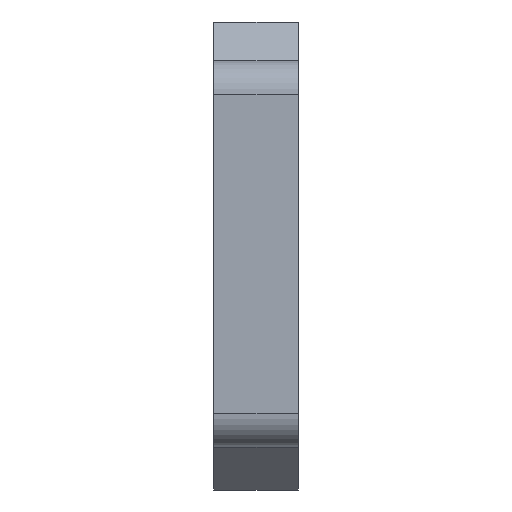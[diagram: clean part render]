
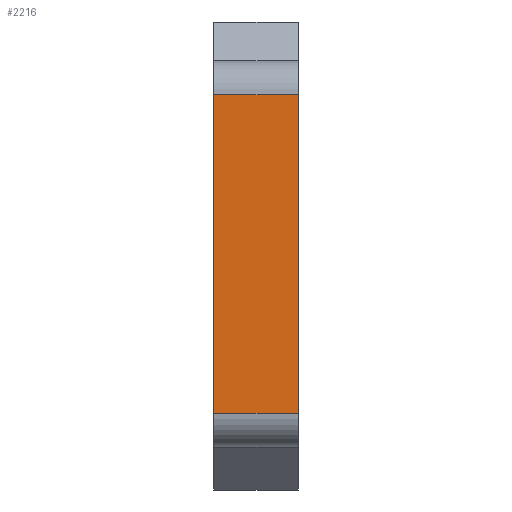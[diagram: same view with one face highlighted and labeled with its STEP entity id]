
A CAD part, left-side view. The second image highlights one B-rep face of the part: STEP entity #2216.
In plain terms, the highlighted planar face has unit normal (-1, 0, 0).
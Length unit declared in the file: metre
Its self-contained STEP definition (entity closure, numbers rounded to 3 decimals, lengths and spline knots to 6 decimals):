
#207=PLANE('',#2435);
#597=ORIENTED_EDGE('',*,*,#942,.T.);
#598=ORIENTED_EDGE('',*,*,#1145,.F.);
#599=ORIENTED_EDGE('',*,*,#910,.F.);
#600=ORIENTED_EDGE('',*,*,#1146,.T.);
#910=EDGE_CURVE('',#1226,#1227,#1433,.T.);
#942=EDGE_CURVE('',#1255,#1254,#1450,.T.);
#1145=EDGE_CURVE('',#1227,#1254,#1576,.T.);
#1146=EDGE_CURVE('',#1226,#1255,#1577,.T.);
#1226=VERTEX_POINT('',#3204);
#1227=VERTEX_POINT('',#3206);
#1254=VERTEX_POINT('',#3407);
#1255=VERTEX_POINT('',#3409);
#1433=LINE('',#3205,#1631);
#1450=LINE('',#3408,#1648);
#1576=LINE('',#3827,#1774);
#1577=LINE('',#3829,#1775);
#1631=VECTOR('',#2520,1.);
#1648=VECTOR('',#2563,1.);
#1774=VECTOR('',#2991,1.);
#1775=VECTOR('',#2994,1.);
#1913=EDGE_LOOP('',(#597,#598,#599,#600));
#2075=FACE_BOUND('',#1913,.T.);
#2216=ADVANCED_FACE('',(#2075),#207,.F.);
#2435=AXIS2_PLACEMENT_3D('',#3828,#2992,#2993);
#2520=DIRECTION('',(0.,0.,1.));
#2563=DIRECTION('',(0.,0.,1.));
#2991=DIRECTION('',(0.,-1.,0.));
#2992=DIRECTION('',(1.,0.,0.));
#2993=DIRECTION('',(0.,0.,1.));
#2994=DIRECTION('',(0.,-1.,0.));
#3204=CARTESIAN_POINT('',(0.0123,0.,0.01146));
#3205=CARTESIAN_POINT('',(0.0123,0.,0.05912));
#3206=CARTESIAN_POINT('',(0.0123,0.,0.05912));
#3407=CARTESIAN_POINT('',(0.0123,-0.0127,0.05912));
#3408=CARTESIAN_POINT('',(0.0123,-0.0127,0.05912));
#3409=CARTESIAN_POINT('',(0.0123,-0.0127,0.01146));
#3827=CARTESIAN_POINT('',(0.0123,0.,0.05912));
#3828=CARTESIAN_POINT('',(0.0123,0.,0.05912));
#3829=CARTESIAN_POINT('',(0.0123,0.,0.01146));
